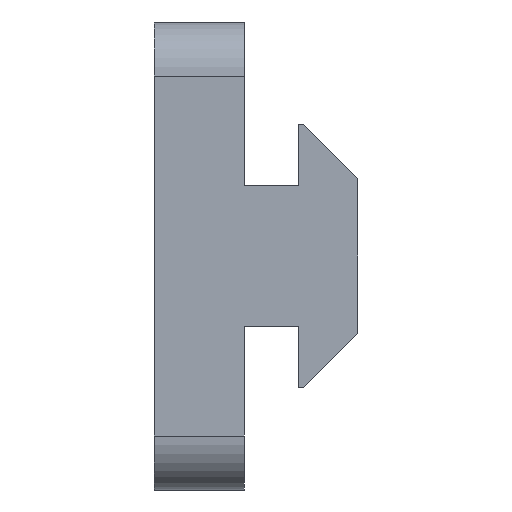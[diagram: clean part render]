
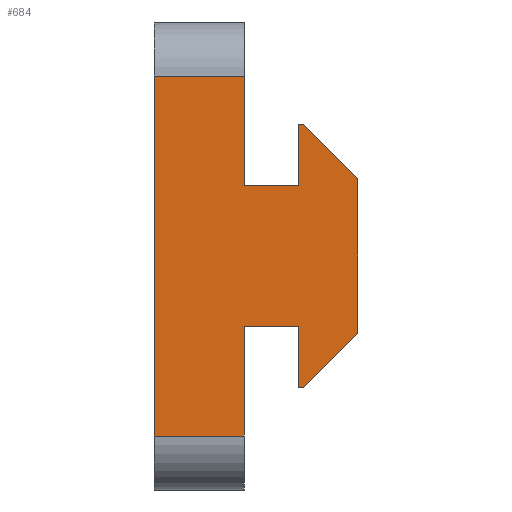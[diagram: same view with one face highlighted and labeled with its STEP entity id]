
A CAD part, left-side view. The second image highlights one B-rep face of the part: STEP entity #684.
In plain terms, the highlighted planar face has unit normal (-1, 0, 0).
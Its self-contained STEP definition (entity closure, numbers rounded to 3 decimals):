
#3 = VERTEX_POINT ( 'NONE', #1530 ) ;
#5 = VERTEX_POINT ( 'NONE', #874 ) ;
#43 = LINE ( 'NONE', #1156, #1383 ) ;
#45 = LINE ( 'NONE', #819, #954 ) ;
#64 = EDGE_CURVE ( 'NONE', #1039, #335, #43, .T. ) ;
#67 = EDGE_CURVE ( 'NONE', #1039, #712, #1336, .T. ) ;
#70 = EDGE_CURVE ( 'NONE', #712, #355, #1361, .T. ) ;
#75 = EDGE_CURVE ( 'NONE', #355, #738, #563, .T. ) ;
#81 = EDGE_CURVE ( 'NONE', #738, #94, #1340, .T. ) ;
#89 = EDGE_CURVE ( 'NONE', #94, #1036, #1601, .T. ) ;
#92 = EDGE_CURVE ( 'NONE', #1036, #1298, #1462, .T. ) ;
#94 = VERTEX_POINT ( 'NONE', #922 ) ;
#100 = EDGE_CURVE ( 'NONE', #3, #716, #269, .T. ) ;
#103 = EDGE_CURVE ( 'NONE', #583, #716, #45, .T. ) ;
#126 = ORIENTED_EDGE ( 'NONE', *, *, #67, .T. ) ;
#130 = EDGE_CURVE ( 'NONE', #583, #1420, #545, .T. ) ;
#134 = EDGE_CURVE ( 'NONE', #187, #5, #1508, .T. ) ;
#136 = EDGE_CURVE ( 'NONE', #187, #335, #975, .T. ) ;
#153 = VECTOR ( 'NONE', #967, 1000. ) ;
#175 = AXIS2_PLACEMENT_3D ( 'NONE', #397, #344, #310 ) ;
#187 = VERTEX_POINT ( 'NONE', #724 ) ;
#207 = CARTESIAN_POINT ( 'NONE',  ( -40., -8.3, 7.3 ) ) ;
#208 = ORIENTED_EDGE ( 'NONE', *, *, #1201, .T. ) ;
#209 = ORIENTED_EDGE ( 'NONE', *, *, #81, .T. ) ;
#232 = VECTOR ( 'NONE', #864, 1000. ) ;
#269 = LINE ( 'NONE', #883, #492 ) ;
#270 = CARTESIAN_POINT ( 'NONE',  ( -40., 0., 10. ) ) ;
#278 = ORIENTED_EDGE ( 'NONE', *, *, #92, .T. ) ;
#281 = CARTESIAN_POINT ( 'NONE',  ( -40., -11.3, -4.3 ) ) ;
#310 = DIRECTION ( 'NONE',  ( 0., 0., 1. ) ) ;
#317 = PLANE ( 'NONE',  #175 ) ;
#335 = VERTEX_POINT ( 'NONE', #728 ) ;
#340 = DIRECTION ( 'NONE',  ( 0., 0., -1. ) ) ;
#344 = DIRECTION ( 'NONE',  ( -1., 0., 0. ) ) ;
#352 = DIRECTION ( 'NONE',  ( 0., 1., 0. ) ) ;
#355 = VERTEX_POINT ( 'NONE', #717 ) ;
#397 = CARTESIAN_POINT ( 'NONE',  ( -40., -5., -13. ) ) ;
#492 = VECTOR ( 'NONE', #843, 1000. ) ;
#511 = CARTESIAN_POINT ( 'NONE',  ( -40., -8.3, -7.3 ) ) ;
#545 = LINE ( 'NONE', #793, #1270 ) ;
#563 = LINE ( 'NONE', #1053, #1570 ) ;
#583 = VERTEX_POINT ( 'NONE', #1430 ) ;
#678 = ORIENTED_EDGE ( 'NONE', *, *, #100, .T. ) ;
#684 = ADVANCED_FACE ( 'NONE', ( #1157 ), #317, .T. ) ;
#712 = VERTEX_POINT ( 'NONE', #281 ) ;
#716 = VERTEX_POINT ( 'NONE', #270 ) ;
#717 = CARTESIAN_POINT ( 'NONE',  ( -40., -11.3, 4.3 ) ) ;
#724 = CARTESIAN_POINT ( 'NONE',  ( -40., -8., -3.9 ) ) ;
#727 = VECTOR ( 'NONE', #942, 1000. ) ;
#728 = CARTESIAN_POINT ( 'NONE',  ( -40., -8., -7.3 ) ) ;
#735 = CARTESIAN_POINT ( 'NONE',  ( -40., -8., 7.3 ) ) ;
#738 = VERTEX_POINT ( 'NONE', #207 ) ;
#742 = ORIENTED_EDGE ( 'NONE', *, *, #64, .F. ) ;
#750 = CARTESIAN_POINT ( 'NONE',  ( -40., -8., -3.9 ) ) ;
#758 = VECTOR ( 'NONE', #340, 1000. ) ;
#773 = DIRECTION ( 'NONE',  ( 0., 0., 1. ) ) ;
#793 = CARTESIAN_POINT ( 'NONE',  ( -40., -5., -10. ) ) ;
#802 = ORIENTED_EDGE ( 'NONE', *, *, #89, .T. ) ;
#804 = ORIENTED_EDGE ( 'NONE', *, *, #70, .T. ) ;
#809 = CARTESIAN_POINT ( 'NONE',  ( -40., -8., 3.9 ) ) ;
#819 = CARTESIAN_POINT ( 'NONE',  ( -40., 0., -13. ) ) ;
#833 = VECTOR ( 'NONE', #352, 1000. ) ;
#843 = DIRECTION ( 'NONE',  ( 0., 1., 0. ) ) ;
#856 = DIRECTION ( 'NONE',  ( 0., -1., 0. ) ) ;
#864 = DIRECTION ( 'NONE',  ( 0., 1., 0. ) ) ;
#870 = VECTOR ( 'NONE', #1278, 1000. ) ;
#874 = CARTESIAN_POINT ( 'NONE',  ( -40., -5., -3.9 ) ) ;
#876 = LINE ( 'NONE', #1261, #870 ) ;
#883 = CARTESIAN_POINT ( 'NONE',  ( -40., -5., 10. ) ) ;
#885 = ORIENTED_EDGE ( 'NONE', *, *, #134, .F. ) ;
#891 = EDGE_LOOP ( 'NONE', ( #742, #126, #804, #1593, #209, #802, #278, #1482, #678, #1620, #939, #208, #885, #1245 ) ) ;
#895 = CARTESIAN_POINT ( 'NONE',  ( -40., -8., 3.9 ) ) ;
#911 = VECTOR ( 'NONE', #1468, 1000. ) ;
#922 = CARTESIAN_POINT ( 'NONE',  ( -40., -8., 7.3 ) ) ;
#928 = LINE ( 'NONE', #1477, #911 ) ;
#939 = ORIENTED_EDGE ( 'NONE', *, *, #130, .T. ) ;
#942 = DIRECTION ( 'NONE',  ( 0., 1., 0. ) ) ;
#949 = CARTESIAN_POINT ( 'NONE',  ( -40., -8., 7.3 ) ) ;
#954 = VECTOR ( 'NONE', #773, 1000. ) ;
#967 = DIRECTION ( 'NONE',  ( 0., 0., -1. ) ) ;
#975 = LINE ( 'NONE', #735, #758 ) ;
#1007 = DIRECTION ( 'NONE',  ( 0., 0.707, 0.707 ) ) ;
#1013 = CARTESIAN_POINT ( 'NONE',  ( -40., -103.921, 7.3 ) ) ;
#1021 = CARTESIAN_POINT ( 'NONE',  ( -40., -5., -10. ) ) ;
#1036 = VERTEX_POINT ( 'NONE', #809 ) ;
#1039 = VERTEX_POINT ( 'NONE', #511 ) ;
#1053 = CARTESIAN_POINT ( 'NONE',  ( -40., -16.8, -1.2 ) ) ;
#1080 = VECTOR ( 'NONE', #1147, 1000. ) ;
#1086 = DIRECTION ( 'NONE',  ( 0., -0.707, 0.707 ) ) ;
#1106 = DIRECTION ( 'NONE',  ( 0., 1., 0. ) ) ;
#1115 = CARTESIAN_POINT ( 'NONE',  ( -40., -11.3, 7.3 ) ) ;
#1122 = CARTESIAN_POINT ( 'NONE',  ( -40., -3.8, -11.8 ) ) ;
#1144 = VECTOR ( 'NONE', #1086, 1000. ) ;
#1147 = DIRECTION ( 'NONE',  ( 0., 0., 1. ) ) ;
#1156 = CARTESIAN_POINT ( 'NONE',  ( -40., -103.921, -7.3 ) ) ;
#1157 = FACE_OUTER_BOUND ( 'NONE', #891, .T. ) ;
#1176 = CARTESIAN_POINT ( 'NONE',  ( -40., -5., 3.9 ) ) ;
#1201 = EDGE_CURVE ( 'NONE', #1420, #5, #928, .T. ) ;
#1245 = ORIENTED_EDGE ( 'NONE', *, *, #136, .T. ) ;
#1261 = CARTESIAN_POINT ( 'NONE',  ( -40., -5., -13. ) ) ;
#1270 = VECTOR ( 'NONE', #856, 1000. ) ;
#1276 = EDGE_CURVE ( 'NONE', #1298, #3, #876, .T. ) ;
#1278 = DIRECTION ( 'NONE',  ( 0., 0., 1. ) ) ;
#1298 = VERTEX_POINT ( 'NONE', #1176 ) ;
#1336 = LINE ( 'NONE', #1122, #1144 ) ;
#1340 = LINE ( 'NONE', #1013, #727 ) ;
#1361 = LINE ( 'NONE', #1115, #1080 ) ;
#1383 = VECTOR ( 'NONE', #1106, 1000. ) ;
#1420 = VERTEX_POINT ( 'NONE', #1021 ) ;
#1430 = CARTESIAN_POINT ( 'NONE',  ( -40., 0., -10. ) ) ;
#1462 = LINE ( 'NONE', #895, #232 ) ;
#1468 = DIRECTION ( 'NONE',  ( 0., 0., 1. ) ) ;
#1477 = CARTESIAN_POINT ( 'NONE',  ( -40., -5., -13. ) ) ;
#1482 = ORIENTED_EDGE ( 'NONE', *, *, #1276, .T. ) ;
#1508 = LINE ( 'NONE', #750, #833 ) ;
#1530 = CARTESIAN_POINT ( 'NONE',  ( -40., -5., 10. ) ) ;
#1570 = VECTOR ( 'NONE', #1007, 1000. ) ;
#1593 = ORIENTED_EDGE ( 'NONE', *, *, #75, .T. ) ;
#1601 = LINE ( 'NONE', #949, #153 ) ;
#1620 = ORIENTED_EDGE ( 'NONE', *, *, #103, .F. ) ;
